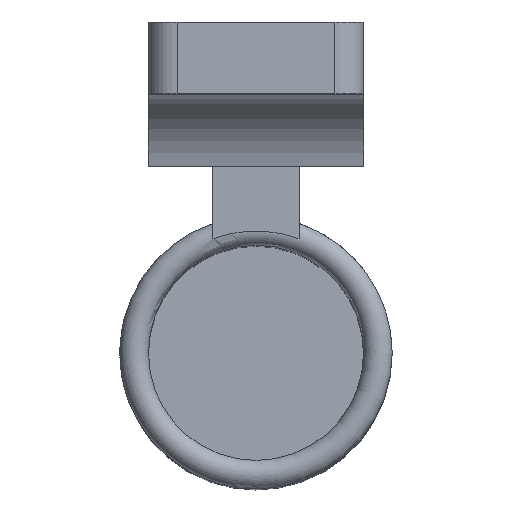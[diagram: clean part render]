
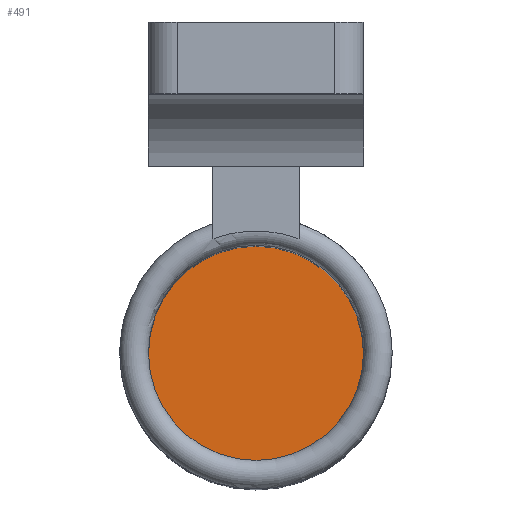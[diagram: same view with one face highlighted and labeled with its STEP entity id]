
A CAD part, top view. The second image highlights one B-rep face of the part: STEP entity #491.
In plain terms, the highlighted planar face has unit normal (0, 0, 1).
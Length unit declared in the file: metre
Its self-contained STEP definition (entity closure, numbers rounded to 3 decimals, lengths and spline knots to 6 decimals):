
#28=PLANE('',#554);
#164=ORIENTED_EDGE('',*,*,#297,.T.);
#297=EDGE_CURVE('',#364,#364,#405,.T.);
#364=VERTEX_POINT('',#757);
#405=CIRCLE('',#553,0.0075);
#418=EDGE_LOOP('',(#164));
#453=FACE_BOUND('',#418,.T.);
#491=ADVANCED_FACE('',(#453),#28,.T.);
#553=AXIS2_PLACEMENT_3D('',#756,#614,#615);
#554=AXIS2_PLACEMENT_3D('',#758,#616,#617);
#614=DIRECTION('',(0.,0.,1.));
#615=DIRECTION('',(1.,0.,0.));
#616=DIRECTION('',(0.,0.,1.));
#617=DIRECTION('',(1.,0.,0.));
#756=CARTESIAN_POINT('',(0.,0.,-0.038));
#757=CARTESIAN_POINT('',(0.0075,0.,-0.038));
#758=CARTESIAN_POINT('',(0.,-0.001557,-0.038));
